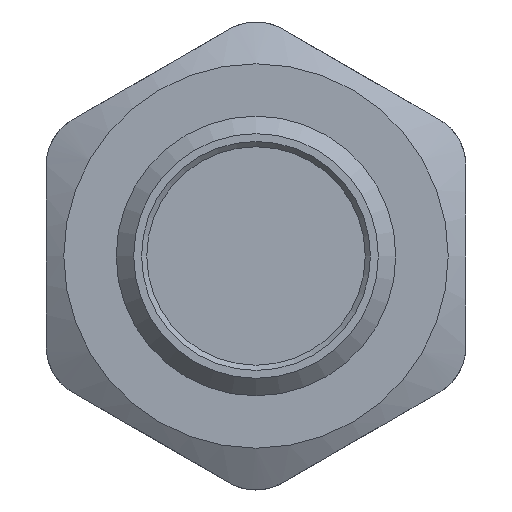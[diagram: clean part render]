
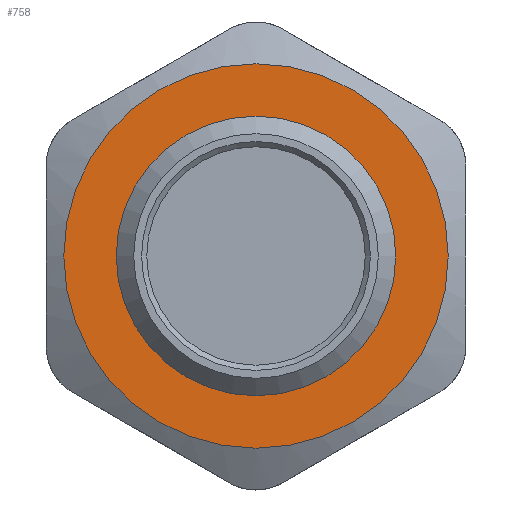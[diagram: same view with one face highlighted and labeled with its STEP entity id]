
A CAD part, front view. The second image highlights one B-rep face of the part: STEP entity #758.
In plain terms, the highlighted planar face has unit normal (0, -1, 0).
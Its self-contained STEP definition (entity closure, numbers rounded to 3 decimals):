
#18=FACE_BOUND('',#275,.T.);
#229=FACE_OUTER_BOUND('',#274,.T.);
#274=EDGE_LOOP('',(#618));
#275=EDGE_LOOP('',(#619));
#309=CIRCLE('',#837,11.);
#310=CIRCLE('',#838,7.2);
#368=VERTEX_POINT('',#1400);
#369=VERTEX_POINT('',#1402);
#458=EDGE_CURVE('',#368,#368,#309,.T.);
#459=EDGE_CURVE('',#369,#369,#310,.T.);
#618=ORIENTED_EDGE('',*,*,#458,.F.);
#619=ORIENTED_EDGE('',*,*,#459,.T.);
#728=PLANE('',#836);
#758=ADVANCED_FACE('',(#229,#18),#728,.T.);
#836=AXIS2_PLACEMENT_3D('',#1399,#953,#954);
#837=AXIS2_PLACEMENT_3D('',#1401,#955,#956);
#838=AXIS2_PLACEMENT_3D('',#1403,#957,#958);
#953=DIRECTION('center_axis',(0.,-1.,0.));
#954=DIRECTION('ref_axis',(0.,0.,-1.));
#955=DIRECTION('center_axis',(0.,1.,0.));
#956=DIRECTION('ref_axis',(1.,0.,0.));
#957=DIRECTION('center_axis',(0.,1.,0.));
#958=DIRECTION('ref_axis',(1.,0.,0.));
#1399=CARTESIAN_POINT('Origin',(-20.687,-16.555,0.431));
#1400=CARTESIAN_POINT('',(1.313,-16.555,0.431));
#1401=CARTESIAN_POINT('Origin',(-9.687,-16.555,0.431));
#1402=CARTESIAN_POINT('',(-2.487,-16.555,0.431));
#1403=CARTESIAN_POINT('Origin',(-9.687,-16.555,0.431));
